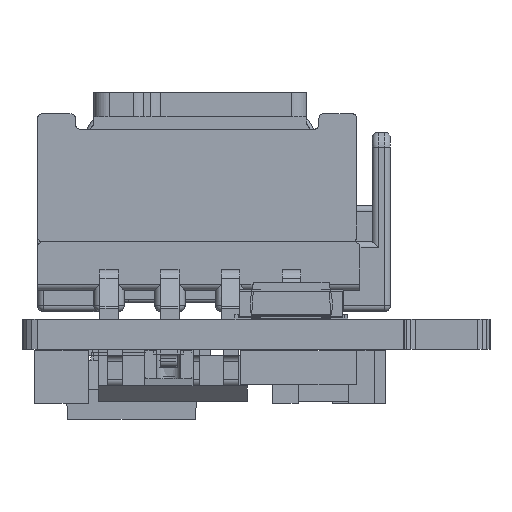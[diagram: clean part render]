
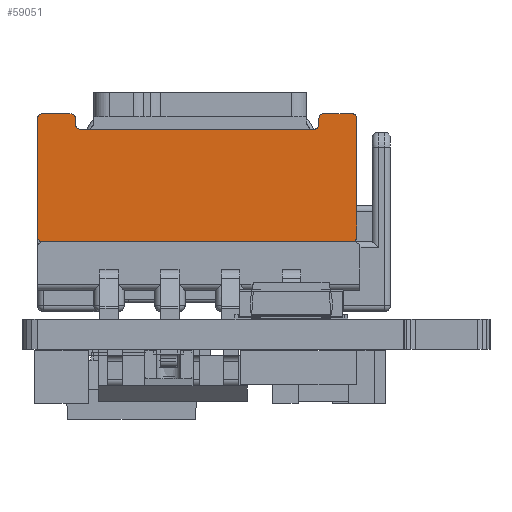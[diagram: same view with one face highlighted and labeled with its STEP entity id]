
A CAD part, left-side view. The second image highlights one B-rep face of the part: STEP entity #59051.
In plain terms, the highlighted planar face has unit normal (-1, 0, 0).
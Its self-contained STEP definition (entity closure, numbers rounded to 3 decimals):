
#58151=CARTESIAN_POINT('',(-5.3,2.85,-4.15));
#58152=DIRECTION('',(1.,0.,0.));
#58153=DIRECTION('',(0.,1.,0.));
#58154=AXIS2_PLACEMENT_3D('',#58151,#58152,#58153);
#58159=CARTESIAN_POINT('',(-5.3,2.65,-3.85));
#58160=DIRECTION('',(-1.,0.,0.));
#58161=DIRECTION('',(0.,0.,-1.));
#58162=AXIS2_PLACEMENT_3D('',#58159,#58160,#58161);
#58167=DIRECTION('',(0.,0.,1.));
#58168=VECTOR('',#58167,7.7);
#58169=CARTESIAN_POINT('',(-5.3,2.5,-3.85));
#58170=LINE('',#58169,#58168);
#58174=CARTESIAN_POINT('',(-5.3,2.65,3.85));
#58175=DIRECTION('',(-1.,0.,0.));
#58176=DIRECTION('',(0.,-1.,0.));
#58177=AXIS2_PLACEMENT_3D('',#58174,#58175,#58176);
#58182=DIRECTION('',(0.,1.,0.));
#58183=VECTOR('',#58182,0.2);
#58184=CARTESIAN_POINT('',(-5.3,2.65,4.));
#58185=LINE('',#58184,#58183);
#58189=CARTESIAN_POINT('',(-5.3,2.85,4.15));
#58190=DIRECTION('',(1.,0.,0.));
#58191=DIRECTION('',(0.,0.,-1.));
#58192=AXIS2_PLACEMENT_3D('',#58189,#58190,#58191);
#58197=DIRECTION('',(0.,0.,1.));
#58198=VECTOR('',#58197,0.95);
#58199=CARTESIAN_POINT('',(-5.3,3.,4.15));
#58200=LINE('',#58199,#58198);
#58204=CARTESIAN_POINT('',(-5.3,2.85,5.1));
#58205=DIRECTION('',(1.,0.,0.));
#58206=DIRECTION('',(0.,1.,0.));
#58207=AXIS2_PLACEMENT_3D('',#58204,#58205,#58206);
#58212=DIRECTION('',(0.,-1.,0.));
#58213=VECTOR('',#58212,3.9);
#58214=CARTESIAN_POINT('',(-5.3,2.85,5.25));
#58215=LINE('',#58214,#58213);
#58219=CARTESIAN_POINT('',(-5.3,-1.05,5.1));
#58220=DIRECTION('',(1.,0.,0.));
#58221=DIRECTION('',(0.,0.,1.));
#58222=AXIS2_PLACEMENT_3D('',#58219,#58220,#58221);
#58227=DIRECTION('',(0.,0.,-1.));
#58228=VECTOR('',#58227,10.2);
#58229=CARTESIAN_POINT('',(-5.3,-1.2,5.1));
#58230=LINE('',#58229,#58228);
#58234=CARTESIAN_POINT('',(-5.3,-1.05,-5.1));
#58235=DIRECTION('',(1.,0.,0.));
#58236=DIRECTION('',(0.,-1.,0.));
#58237=AXIS2_PLACEMENT_3D('',#58234,#58235,#58236);
#58242=DIRECTION('',(0.,1.,0.));
#58243=VECTOR('',#58242,3.9);
#58244=CARTESIAN_POINT('',(-5.3,-1.05,-5.25));
#58245=LINE('',#58244,#58243);
#58249=CARTESIAN_POINT('',(-5.3,2.85,-5.1));
#58250=DIRECTION('',(1.,0.,0.));
#58251=DIRECTION('',(0.,0.,-1.));
#58252=AXIS2_PLACEMENT_3D('',#58249,#58250,#58251);
#58257=DIRECTION('',(0.,0.,1.));
#58258=VECTOR('',#58257,0.95);
#58259=CARTESIAN_POINT('',(-5.3,3.,-5.1));
#58260=LINE('',#58259,#58258);
#58271=DIRECTION('',(0.,1.,0.));
#58272=VECTOR('',#58271,0.2);
#58273=CARTESIAN_POINT('',(-5.3,2.65,-4.));
#58274=LINE('',#58273,#58272);
#58876=CARTESIAN_POINT('',(-5.3,3.,-4.15));
#58877=CARTESIAN_POINT('',(-5.3,2.85,-4.));
#58878=VERTEX_POINT('',#58876);
#58879=VERTEX_POINT('',#58877);
#58880=CARTESIAN_POINT('',(-5.3,2.65,-4.));
#58881=VERTEX_POINT('',#58880);
#58882=CARTESIAN_POINT('',(-5.3,2.5,-3.85));
#58883=VERTEX_POINT('',#58882);
#58884=CARTESIAN_POINT('',(-5.3,2.5,3.85));
#58885=VERTEX_POINT('',#58884);
#58886=CARTESIAN_POINT('',(-5.3,2.65,4.));
#58887=VERTEX_POINT('',#58886);
#58888=CARTESIAN_POINT('',(-5.3,2.85,4.));
#58889=VERTEX_POINT('',#58888);
#58890=CARTESIAN_POINT('',(-5.3,3.,4.15));
#58891=VERTEX_POINT('',#58890);
#58892=CARTESIAN_POINT('',(-5.3,3.,5.1));
#58893=VERTEX_POINT('',#58892);
#58894=CARTESIAN_POINT('',(-5.3,2.85,5.25));
#58895=VERTEX_POINT('',#58894);
#58896=CARTESIAN_POINT('',(-5.3,-1.05,5.25));
#58897=VERTEX_POINT('',#58896);
#58898=CARTESIAN_POINT('',(-5.3,-1.2,5.1));
#58899=VERTEX_POINT('',#58898);
#58900=CARTESIAN_POINT('',(-5.3,-1.2,-5.1));
#58901=VERTEX_POINT('',#58900);
#58902=CARTESIAN_POINT('',(-5.3,-1.05,-5.25));
#58903=VERTEX_POINT('',#58902);
#58904=CARTESIAN_POINT('',(-5.3,2.85,-5.25));
#58905=VERTEX_POINT('',#58904);
#58906=CARTESIAN_POINT('',(-5.3,3.,-5.1));
#58907=VERTEX_POINT('',#58906);
#59013=CARTESIAN_POINT('',(-5.3,0.,0.));
#59014=DIRECTION('',(1.,0.,0.));
#59015=DIRECTION('',(0.,0.,-1.));
#59016=AXIS2_PLACEMENT_3D('',#59013,#59014,#59015);
#59017=PLANE('',#59016);
#59018=ORIENTED_EDGE('',*,*,#59003,.T.);
#59020=ORIENTED_EDGE('',*,*,#59019,.F.);
#59022=ORIENTED_EDGE('',*,*,#59021,.T.);
#59024=ORIENTED_EDGE('',*,*,#59023,.T.);
#59026=ORIENTED_EDGE('',*,*,#59025,.T.);
#59028=ORIENTED_EDGE('',*,*,#59027,.T.);
#59030=ORIENTED_EDGE('',*,*,#59029,.T.);
#59032=ORIENTED_EDGE('',*,*,#59031,.T.);
#59034=ORIENTED_EDGE('',*,*,#59033,.T.);
#59036=ORIENTED_EDGE('',*,*,#59035,.T.);
#59038=ORIENTED_EDGE('',*,*,#59037,.T.);
#59040=ORIENTED_EDGE('',*,*,#59039,.T.);
#59042=ORIENTED_EDGE('',*,*,#59041,.T.);
#59044=ORIENTED_EDGE('',*,*,#59043,.T.);
#59046=ORIENTED_EDGE('',*,*,#59045,.T.);
#59048=ORIENTED_EDGE('',*,*,#59047,.T.);
#59049=EDGE_LOOP('',(#59018,#59020,#59022,#59024,#59026,#59028,#59030,#59032,
#59034,#59036,#59038,#59040,#59042,#59044,#59046,#59048));
#59050=FACE_OUTER_BOUND('',#59049,.F.);
#59051=ADVANCED_FACE('',(#59050),#59017,.F.);
#58155=CIRCLE('',#58154,0.15);
#58163=CIRCLE('',#58162,0.15);
#58178=CIRCLE('',#58177,0.15);
#58193=CIRCLE('',#58192,0.15);
#58208=CIRCLE('',#58207,0.15);
#58223=CIRCLE('',#58222,0.15);
#58238=CIRCLE('',#58237,0.15);
#58253=CIRCLE('',#58252,0.15);
#59003=EDGE_CURVE('',#58878,#58879,#58155,.T.);
#59019=EDGE_CURVE('',#58881,#58879,#58274,.T.);
#59021=EDGE_CURVE('',#58881,#58883,#58163,.T.);
#59023=EDGE_CURVE('',#58883,#58885,#58170,.T.);
#59025=EDGE_CURVE('',#58885,#58887,#58178,.T.);
#59027=EDGE_CURVE('',#58887,#58889,#58185,.T.);
#59029=EDGE_CURVE('',#58889,#58891,#58193,.T.);
#59031=EDGE_CURVE('',#58891,#58893,#58200,.T.);
#59033=EDGE_CURVE('',#58893,#58895,#58208,.T.);
#59035=EDGE_CURVE('',#58895,#58897,#58215,.T.);
#59037=EDGE_CURVE('',#58897,#58899,#58223,.T.);
#59039=EDGE_CURVE('',#58899,#58901,#58230,.T.);
#59041=EDGE_CURVE('',#58901,#58903,#58238,.T.);
#59043=EDGE_CURVE('',#58903,#58905,#58245,.T.);
#59045=EDGE_CURVE('',#58905,#58907,#58253,.T.);
#59047=EDGE_CURVE('',#58907,#58878,#58260,.T.);
